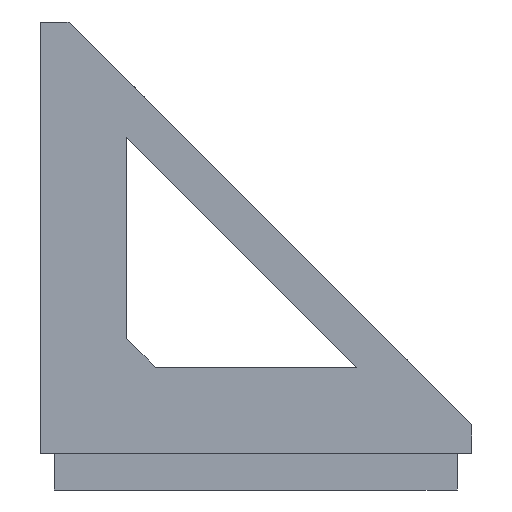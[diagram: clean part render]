
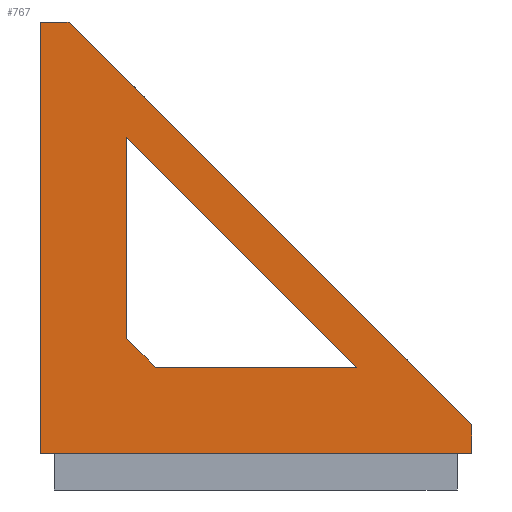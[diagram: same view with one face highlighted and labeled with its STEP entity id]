
A CAD part, left-side view. The second image highlights one B-rep face of the part: STEP entity #767.
In plain terms, the highlighted face is planar.
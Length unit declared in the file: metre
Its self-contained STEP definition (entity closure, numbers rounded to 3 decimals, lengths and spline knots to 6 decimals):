
#68=ORIENTED_EDGE('',*,*,#266,.F.);
#69=ORIENTED_EDGE('',*,*,#259,.T.);
#70=ORIENTED_EDGE('',*,*,#267,.F.);
#71=ORIENTED_EDGE('',*,*,#268,.F.);
#72=ORIENTED_EDGE('',*,*,#269,.F.);
#73=ORIENTED_EDGE('',*,*,#270,.F.);
#74=ORIENTED_EDGE('',*,*,#271,.F.);
#75=ORIENTED_EDGE('',*,*,#272,.T.);
#76=ORIENTED_EDGE('',*,*,#273,.T.);
#259=EDGE_CURVE('',#359,#358,#432,.T.);
#266=EDGE_CURVE('',#359,#365,#439,.T.);
#267=EDGE_CURVE('',#366,#358,#440,.T.);
#268=EDGE_CURVE('',#367,#366,#441,.T.);
#269=EDGE_CURVE('',#365,#367,#442,.T.);
#270=EDGE_CURVE('',#368,#369,#443,.T.);
#271=EDGE_CURVE('',#370,#368,#444,.T.);
#272=EDGE_CURVE('',#370,#371,#445,.T.);
#273=EDGE_CURVE('',#371,#369,#446,.T.);
#358=VERTEX_POINT('',#1131);
#359=VERTEX_POINT('',#1133);
#365=VERTEX_POINT('',#1148);
#366=VERTEX_POINT('',#1150);
#367=VERTEX_POINT('',#1152);
#368=VERTEX_POINT('',#1155);
#369=VERTEX_POINT('',#1156);
#370=VERTEX_POINT('',#1158);
#371=VERTEX_POINT('',#1160);
#432=LINE('',#1132,#507);
#439=LINE('',#1147,#514);
#440=LINE('',#1149,#515);
#441=LINE('',#1151,#516);
#442=LINE('',#1153,#517);
#443=LINE('',#1154,#518);
#444=LINE('',#1157,#519);
#445=LINE('',#1159,#520);
#446=LINE('',#1161,#521);
#507=VECTOR('',#913,1.);
#514=VECTOR('',#924,1.);
#515=VECTOR('',#925,1.);
#516=VECTOR('',#926,1.);
#517=VECTOR('',#927,1.);
#518=VECTOR('',#928,1.);
#519=VECTOR('',#929,1.);
#520=VECTOR('',#930,1.);
#521=VECTOR('',#931,1.);
#581=EDGE_LOOP('',(#68,#69,#70,#71,#72));
#582=EDGE_LOOP('',(#73,#74,#75,#76));
#658=FACE_BOUND('',#581,.T.);
#659=FACE_BOUND('',#582,.T.);
#735=PLANE('',#838);
#767=ADVANCED_FACE('',(#658,#659),#735,.F.);
#838=AXIS2_PLACEMENT_3D('',#1146,#922,#923);
#913=DIRECTION('',(1.,0.,0.));
#922=DIRECTION('',(0.,-1.,0.));
#923=DIRECTION('',(1.,0.,0.));
#924=DIRECTION('',(0.,0.,-1.));
#925=DIRECTION('',(-0.707,0.,0.707));
#926=DIRECTION('',(0.,0.,1.));
#927=DIRECTION('',(1.,0.,0.));
#928=DIRECTION('',(0.707,0.,-0.707));
#929=DIRECTION('',(0.,0.,1.));
#930=DIRECTION('',(0.707,0.,-0.707));
#931=DIRECTION('',(1.,0.,0.));
#1131=CARTESIAN_POINT('',(0.,0.015,0.07));
#1132=CARTESIAN_POINT('',(-0.005,0.015,0.07));
#1133=CARTESIAN_POINT('',(-0.005,0.015,0.07));
#1146=CARTESIAN_POINT('',(0.02,0.015,0.02));
#1147=CARTESIAN_POINT('',(-0.005,0.015,0.02));
#1148=CARTESIAN_POINT('',(-0.005,0.015,-0.005));
#1149=CARTESIAN_POINT('',(0.035,0.015,0.035));
#1150=CARTESIAN_POINT('',(0.07,0.015,0.));
#1151=CARTESIAN_POINT('',(0.07,0.015,-0.005));
#1152=CARTESIAN_POINT('',(0.07,0.015,-0.005));
#1153=CARTESIAN_POINT('',(0.02,0.015,-0.005));
#1154=CARTESIAN_POINT('',(0.03,0.015,0.03));
#1155=CARTESIAN_POINT('',(0.01,0.015,0.05));
#1156=CARTESIAN_POINT('',(0.05,0.015,0.01));
#1157=CARTESIAN_POINT('',(0.01,0.015,0.02));
#1158=CARTESIAN_POINT('',(0.01,0.015,0.015));
#1159=CARTESIAN_POINT('',(0.0125,0.015,0.0125));
#1160=CARTESIAN_POINT('',(0.015,0.015,0.01));
#1161=CARTESIAN_POINT('',(0.02,0.015,0.01));
